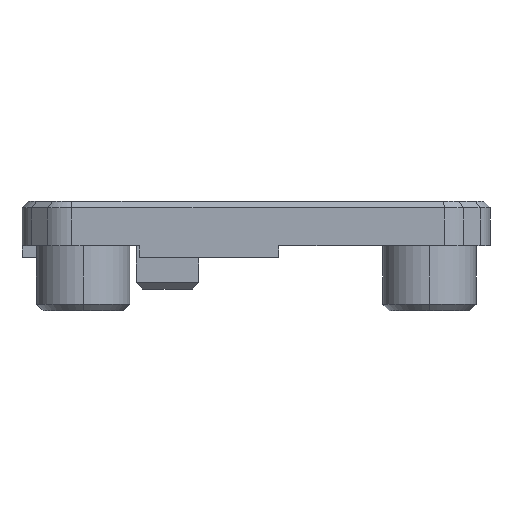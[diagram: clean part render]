
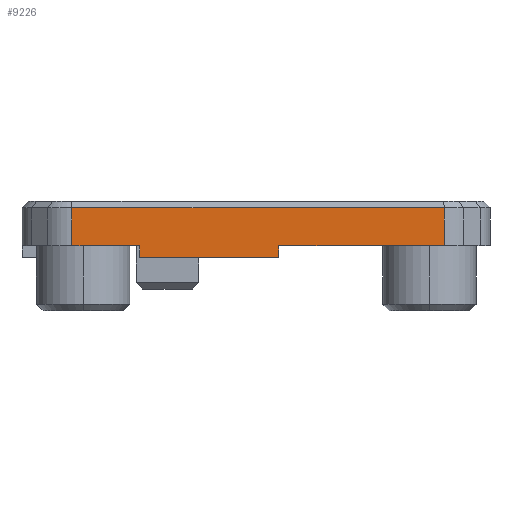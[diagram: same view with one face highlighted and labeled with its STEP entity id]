
A CAD part, left-side view. The second image highlights one B-rep face of the part: STEP entity #9226.
In plain terms, the highlighted planar face has unit normal (-1, 0, 0).
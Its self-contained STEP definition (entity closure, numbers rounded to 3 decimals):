
#264 = EDGE_LOOP ( 'NONE', ( #12902, #13332, #3268, #4542, #13885, #7125, #6956, #10912 ) ) ;
#268 = VECTOR ( 'NONE', #13337, 1000. ) ;
#354 = DIRECTION ( 'NONE',  ( 0., 1., 0. ) ) ;
#651 = VERTEX_POINT ( 'NONE', #9510 ) ;
#686 = CARTESIAN_POINT ( 'NONE',  ( -4.47, 11.296, 4.9 ) ) ;
#1192 = DIRECTION ( 'NONE',  ( 0., 0., 1. ) ) ;
#1305 = EDGE_CURVE ( 'NONE', #651, #2379, #11812, .T. ) ;
#1338 = LINE ( 'NONE', #8845, #3632 ) ;
#1696 = VECTOR ( 'NONE', #3275, 1000. ) ;
#2128 = CARTESIAN_POINT ( 'NONE',  ( -4.47, 16.173, 4.9 ) ) ;
#2173 = VECTOR ( 'NONE', #1192, 1000. ) ;
#2190 = VERTEX_POINT ( 'NONE', #13597 ) ;
#2264 = CARTESIAN_POINT ( 'NONE',  ( -4.47, 21.739, 4.9 ) ) ;
#2379 = VERTEX_POINT ( 'NONE', #11883 ) ;
#2464 = DIRECTION ( 'NONE',  ( 0., 1., 0. ) ) ;
#2478 = DIRECTION ( 'NONE',  ( 0., -1., 0. ) ) ;
#2562 = CARTESIAN_POINT ( 'NONE',  ( -4.47, 11.296, 4. ) ) ;
#2804 = LINE ( 'NONE', #686, #268 ) ;
#2873 = LINE ( 'NONE', #6922, #3665 ) ;
#3147 = VECTOR ( 'NONE', #2478, 1000. ) ;
#3151 = CARTESIAN_POINT ( 'NONE',  ( -4.47, 26.837, 4.9 ) ) ;
#3200 = DIRECTION ( 'NONE',  ( 0., 1., 0. ) ) ;
#3268 = ORIENTED_EDGE ( 'NONE', *, *, #9520, .F. ) ;
#3275 = DIRECTION ( 'NONE',  ( 0., 0., -1. ) ) ;
#3424 = EDGE_CURVE ( 'NONE', #4580, #12115, #13934, .T. ) ;
#3632 = VECTOR ( 'NONE', #2464, 1000. ) ;
#3665 = VECTOR ( 'NONE', #3871, 1000. ) ;
#3871 = DIRECTION ( 'NONE',  ( 0., 0., -1. ) ) ;
#3890 = EDGE_CURVE ( 'NONE', #2379, #4580, #2804, .T. ) ;
#3964 = EDGE_CURVE ( 'NONE', #4824, #12115, #2873, .T. ) ;
#4237 = LINE ( 'NONE', #8552, #2173 ) ;
#4307 = AXIS2_PLACEMENT_3D ( 'NONE', #7880, #8168, #5897 ) ;
#4517 = EDGE_CURVE ( 'NONE', #2190, #7521, #12958, .T. ) ;
#4537 = CARTESIAN_POINT ( 'NONE',  ( -4.47, 16.173, 7.75 ) ) ;
#4542 = ORIENTED_EDGE ( 'NONE', *, *, #3964, .T. ) ;
#4580 = VERTEX_POINT ( 'NONE', #2562 ) ;
#4824 = VERTEX_POINT ( 'NONE', #2264 ) ;
#5269 = EDGE_CURVE ( 'NONE', #651, #13673, #4237, .T. ) ;
#5415 = CARTESIAN_POINT ( 'NONE',  ( -4.47, -1.111, 7.75 ) ) ;
#5460 = CARTESIAN_POINT ( 'NONE',  ( -4.47, 11.296, 4. ) ) ;
#5742 = LINE ( 'NONE', #4537, #3147 ) ;
#5897 = DIRECTION ( 'NONE',  ( 0., 0., 1. ) ) ;
#6922 = CARTESIAN_POINT ( 'NONE',  ( -4.47, 21.739, 4.9 ) ) ;
#6956 = ORIENTED_EDGE ( 'NONE', *, *, #1305, .F. ) ;
#7091 = CARTESIAN_POINT ( 'NONE',  ( -4.47, 21.739, 4. ) ) ;
#7125 = ORIENTED_EDGE ( 'NONE', *, *, #3890, .F. ) ;
#7521 = VERTEX_POINT ( 'NONE', #3151 ) ;
#7880 = CARTESIAN_POINT ( 'NONE',  ( -4.47, 19.329, 7.9 ) ) ;
#7951 = EDGE_CURVE ( 'NONE', #2190, #13673, #5742, .T. ) ;
#8168 = DIRECTION ( 'NONE',  ( -1., 0., 0. ) ) ;
#8552 = CARTESIAN_POINT ( 'NONE',  ( -4.47, -1.111, 7.9 ) ) ;
#8845 = CARTESIAN_POINT ( 'NONE',  ( -4.47, 16.173, 4.9 ) ) ;
#9226 = ADVANCED_FACE ( 'NONE', ( #10285 ), #13389, .T. ) ;
#9506 = VECTOR ( 'NONE', #3200, 1000. ) ;
#9510 = CARTESIAN_POINT ( 'NONE',  ( -4.47, -1.111, 4.9 ) ) ;
#9520 = EDGE_CURVE ( 'NONE', #4824, #7521, #1338, .T. ) ;
#10285 = FACE_OUTER_BOUND ( 'NONE', #264, .T. ) ;
#10912 = ORIENTED_EDGE ( 'NONE', *, *, #5269, .T. ) ;
#11578 = VECTOR ( 'NONE', #354, 1000. ) ;
#11812 = LINE ( 'NONE', #2128, #11578 ) ;
#11883 = CARTESIAN_POINT ( 'NONE',  ( -4.47, 11.296, 4.9 ) ) ;
#11959 = CARTESIAN_POINT ( 'NONE',  ( -4.47, 26.837, 7.9 ) ) ;
#12115 = VERTEX_POINT ( 'NONE', #7091 ) ;
#12902 = ORIENTED_EDGE ( 'NONE', *, *, #7951, .F. ) ;
#12958 = LINE ( 'NONE', #11959, #1696 ) ;
#13332 = ORIENTED_EDGE ( 'NONE', *, *, #4517, .T. ) ;
#13337 = DIRECTION ( 'NONE',  ( 0., 0., -1. ) ) ;
#13389 = PLANE ( 'NONE',  #4307 ) ;
#13597 = CARTESIAN_POINT ( 'NONE',  ( -4.47, 26.837, 7.75 ) ) ;
#13673 = VERTEX_POINT ( 'NONE', #5415 ) ;
#13885 = ORIENTED_EDGE ( 'NONE', *, *, #3424, .F. ) ;
#13934 = LINE ( 'NONE', #5460, #9506 ) ;
